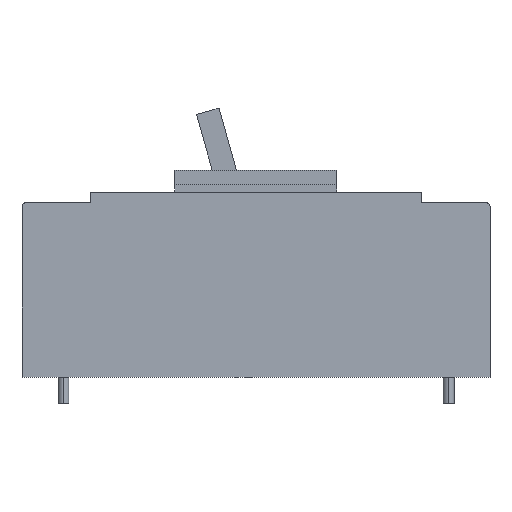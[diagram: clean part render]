
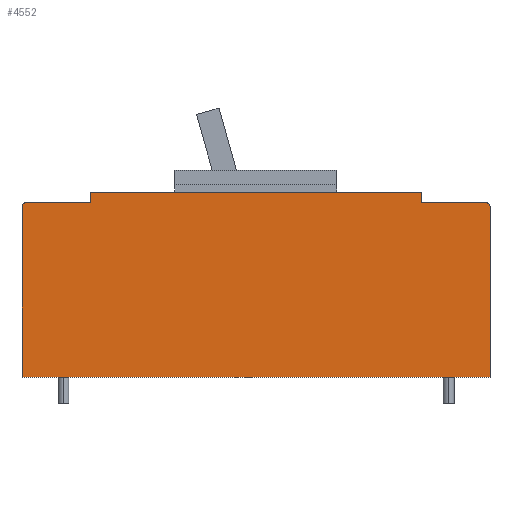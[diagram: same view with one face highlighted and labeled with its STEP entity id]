
A CAD part, left-side view. The second image highlights one B-rep face of the part: STEP entity #4552.
In plain terms, the highlighted planar face has unit normal (-1, 0, 0).
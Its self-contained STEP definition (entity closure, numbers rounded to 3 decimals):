
#82 = CARTESIAN_POINT ( 'NONE',  ( -70., 130., 97. ) ) ;
#98 = CARTESIAN_POINT ( 'NONE',  ( -70., 92., 102.95 ) ) ;
#238 = VECTOR ( 'NONE', #11967, 1000. ) ;
#495 = EDGE_CURVE ( 'NONE', #10075, #12150, #7141, .T. ) ;
#539 = DIRECTION ( 'NONE',  ( 0., 0., 1. ) ) ;
#827 = ORIENTED_EDGE ( 'NONE', *, *, #6351, .F. ) ;
#933 = CARTESIAN_POINT ( 'NONE',  ( -70., 92., 102.95 ) ) ;
#1069 = EDGE_CURVE ( 'NONE', #6095, #4666, #7433, .T. ) ;
#1291 = CARTESIAN_POINT ( 'NONE',  ( -70., -130., 0. ) ) ;
#1528 = VERTEX_POINT ( 'NONE', #1291 ) ;
#1618 = DIRECTION ( 'NONE',  ( 0., 1., 0. ) ) ;
#1672 = CARTESIAN_POINT ( 'NONE',  ( -70., 130., 0. ) ) ;
#1711 = DIRECTION ( 'NONE',  ( -1., 0., 0. ) ) ;
#1729 = CARTESIAN_POINT ( 'NONE',  ( -70., 130., 103. ) ) ;
#1951 = ORIENTED_EDGE ( 'NONE', *, *, #9031, .T. ) ;
#2484 = CARTESIAN_POINT ( 'NONE',  ( -70., -128., 97. ) ) ;
#2527 = VERTEX_POINT ( 'NONE', #933 ) ;
#2573 = VECTOR ( 'NONE', #2731, 1000. ) ;
#2731 = DIRECTION ( 'NONE',  ( 0., 0., -1. ) ) ;
#2782 = LINE ( 'NONE', #11651, #8163 ) ;
#2892 = LINE ( 'NONE', #12989, #238 ) ;
#2961 = ORIENTED_EDGE ( 'NONE', *, *, #8943, .F. ) ;
#3153 = DIRECTION ( 'NONE',  ( 0., -1., 0. ) ) ;
#3252 = CARTESIAN_POINT ( 'NONE',  ( -70., -130., 97. ) ) ;
#3473 = CARTESIAN_POINT ( 'NONE',  ( -70., 92., 97. ) ) ;
#4060 = VERTEX_POINT ( 'NONE', #3473 ) ;
#4180 = VECTOR ( 'NONE', #9762, 1000. ) ;
#4200 = ORIENTED_EDGE ( 'NONE', *, *, #5183, .F. ) ;
#4435 = VECTOR ( 'NONE', #3153, 1000. ) ;
#4542 = PLANE ( 'NONE',  #4598 ) ;
#4552 = ADVANCED_FACE ( 'NONE', ( #12969 ), #4542, .F. ) ;
#4598 = AXIS2_PLACEMENT_3D ( 'NONE', #5603, #7668, #1618 ) ;
#4666 = VERTEX_POINT ( 'NONE', #6734 ) ;
#5130 = DIRECTION ( 'NONE',  ( 0., -1., 0. ) ) ;
#5183 = EDGE_CURVE ( 'NONE', #2527, #6946, #10843, .T. ) ;
#5279 = ORIENTED_EDGE ( 'NONE', *, *, #495, .F. ) ;
#5407 = VECTOR ( 'NONE', #6096, 1000. ) ;
#5500 = AXIS2_PLACEMENT_3D ( 'NONE', #12207, #12247, #12290 ) ;
#5515 = EDGE_CURVE ( 'NONE', #4666, #7217, #7969, .T. ) ;
#5603 = CARTESIAN_POINT ( 'NONE',  ( -70., 130., 103. ) ) ;
#5645 = CARTESIAN_POINT ( 'NONE',  ( -70., -130., 95. ) ) ;
#6088 = EDGE_CURVE ( 'NONE', #10075, #6946, #11300, .T. ) ;
#6095 = VERTEX_POINT ( 'NONE', #11644 ) ;
#6096 = DIRECTION ( 'NONE',  ( 0., -1., 0. ) ) ;
#6318 = CARTESIAN_POINT ( 'NONE',  ( -70., 130., 0. ) ) ;
#6351 = EDGE_CURVE ( 'NONE', #4060, #2527, #2892, .T. ) ;
#6572 = CIRCLE ( 'NONE', #8195, 2. ) ;
#6734 = CARTESIAN_POINT ( 'NONE',  ( -70., 130., 95. ) ) ;
#6812 = CARTESIAN_POINT ( 'NONE',  ( -70., -92., 102.95 ) ) ;
#6946 = VERTEX_POINT ( 'NONE', #6812 ) ;
#7141 = LINE ( 'NONE', #3252, #4435 ) ;
#7217 = VERTEX_POINT ( 'NONE', #6318 ) ;
#7433 = CIRCLE ( 'NONE', #5500, 2. ) ;
#7600 = ORIENTED_EDGE ( 'NONE', *, *, #1069, .T. ) ;
#7643 = EDGE_CURVE ( 'NONE', #6095, #4060, #9012, .T. ) ;
#7668 = DIRECTION ( 'NONE',  ( 1., 0., 0. ) ) ;
#7763 = CARTESIAN_POINT ( 'NONE',  ( -70., -128., 95. ) ) ;
#7910 = ORIENTED_EDGE ( 'NONE', *, *, #6088, .T. ) ;
#7969 = LINE ( 'NONE', #1729, #2573 ) ;
#8032 = VERTEX_POINT ( 'NONE', #5645 ) ;
#8163 = VECTOR ( 'NONE', #12667, 1000. ) ;
#8195 = AXIS2_PLACEMENT_3D ( 'NONE', #7763, #1711, #8798 ) ;
#8555 = CARTESIAN_POINT ( 'NONE',  ( -70., -92., 97. ) ) ;
#8562 = VECTOR ( 'NONE', #539, 1000. ) ;
#8729 = CARTESIAN_POINT ( 'NONE',  ( -70., -92., 97. ) ) ;
#8798 = DIRECTION ( 'NONE',  ( 0., 1., 0. ) ) ;
#8943 = EDGE_CURVE ( 'NONE', #8032, #1528, #2782, .T. ) ;
#9012 = LINE ( 'NONE', #82, #11405 ) ;
#9031 = EDGE_CURVE ( 'NONE', #7217, #1528, #12002, .T. ) ;
#9762 = DIRECTION ( 'NONE',  ( 0., -1., 0. ) ) ;
#10075 = VERTEX_POINT ( 'NONE', #8729 ) ;
#10148 = EDGE_LOOP ( 'NONE', ( #2961, #10280, #5279, #7910, #4200, #827, #12880, #7600, #10859, #1951 ) ) ;
#10280 = ORIENTED_EDGE ( 'NONE', *, *, #11323, .T. ) ;
#10843 = LINE ( 'NONE', #98, #5407 ) ;
#10859 = ORIENTED_EDGE ( 'NONE', *, *, #5515, .T. ) ;
#11300 = LINE ( 'NONE', #8555, #8562 ) ;
#11323 = EDGE_CURVE ( 'NONE', #8032, #12150, #6572, .T. ) ;
#11405 = VECTOR ( 'NONE', #5130, 1000. ) ;
#11644 = CARTESIAN_POINT ( 'NONE',  ( -70., 128., 97. ) ) ;
#11651 = CARTESIAN_POINT ( 'NONE',  ( -70., -130., 103. ) ) ;
#11967 = DIRECTION ( 'NONE',  ( 0., 0., 1. ) ) ;
#12002 = LINE ( 'NONE', #1672, #4180 ) ;
#12150 = VERTEX_POINT ( 'NONE', #2484 ) ;
#12207 = CARTESIAN_POINT ( 'NONE',  ( -70., 128., 95. ) ) ;
#12247 = DIRECTION ( 'NONE',  ( -1., 0., 0. ) ) ;
#12290 = DIRECTION ( 'NONE',  ( 0., 1., 0. ) ) ;
#12667 = DIRECTION ( 'NONE',  ( 0., 0., -1. ) ) ;
#12880 = ORIENTED_EDGE ( 'NONE', *, *, #7643, .F. ) ;
#12969 = FACE_OUTER_BOUND ( 'NONE', #10148, .T. ) ;
#12989 = CARTESIAN_POINT ( 'NONE',  ( -70., 92., 97. ) ) ;
